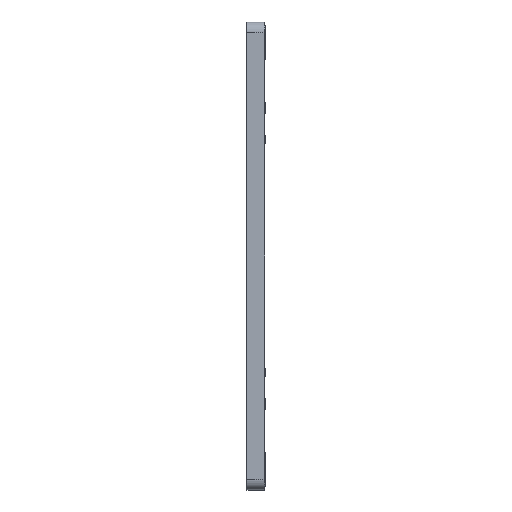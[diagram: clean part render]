
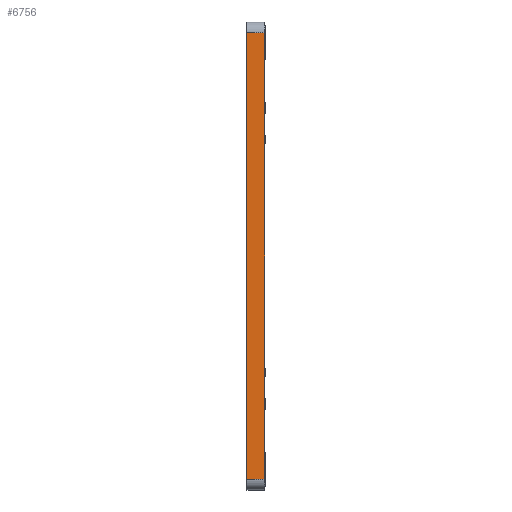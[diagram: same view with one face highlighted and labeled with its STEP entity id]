
A CAD part, left-side view. The second image highlights one B-rep face of the part: STEP entity #6756.
In plain terms, the highlighted planar face has unit normal (-1, 0, 0).
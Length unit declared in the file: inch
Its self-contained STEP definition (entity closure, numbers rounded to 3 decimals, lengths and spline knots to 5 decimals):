
#138 = EDGE_CURVE ( 'NONE', #2016, #2042, #4762, .T. ) ;
#149 = LINE ( 'NONE', #3764, #3692 ) ;
#215 = DIRECTION ( 'NONE',  ( 0., 1., 0. ) ) ;
#963 = CARTESIAN_POINT ( 'NONE',  ( -10.1125, 0., 6.2 ) ) ;
#1079 = DIRECTION ( 'NONE',  ( 0., 0., -1. ) ) ;
#1159 = CARTESIAN_POINT ( 'NONE',  ( -10.1125, 0., -6.2 ) ) ;
#1329 = VERTEX_POINT ( 'NONE', #1159 ) ;
#1632 = CARTESIAN_POINT ( 'NONE',  ( -10.1125, 0.5, -6.5 ) ) ;
#2016 = VERTEX_POINT ( 'NONE', #4239 ) ;
#2042 = VERTEX_POINT ( 'NONE', #4472 ) ;
#2067 = CARTESIAN_POINT ( 'NONE',  ( -10.1125, 0., -6.2 ) ) ;
#2299 = ORIENTED_EDGE ( 'NONE', *, *, #6247, .T. ) ;
#2335 = DIRECTION ( 'NONE',  ( 0., -1., 0. ) ) ;
#2808 = PLANE ( 'NONE',  #7315 ) ;
#2962 = EDGE_LOOP ( 'NONE', ( #7106, #2299, #3996, #3134 ) ) ;
#3134 = ORIENTED_EDGE ( 'NONE', *, *, #3314, .T. ) ;
#3314 = EDGE_CURVE ( 'NONE', #2042, #1329, #5039, .T. ) ;
#3692 = VECTOR ( 'NONE', #7684, 39.37008 ) ;
#3764 = CARTESIAN_POINT ( 'NONE',  ( -10.1125, 0., 6.5 ) ) ;
#3800 = CARTESIAN_POINT ( 'NONE',  ( -10.1125, 0., 6.2 ) ) ;
#3996 = ORIENTED_EDGE ( 'NONE', *, *, #138, .T. ) ;
#4239 = CARTESIAN_POINT ( 'NONE',  ( -10.1125, 0.5, 6.2 ) ) ;
#4370 = VECTOR ( 'NONE', #1079, 39.37008 ) ;
#4472 = CARTESIAN_POINT ( 'NONE',  ( -10.1125, 0.5, -6.2 ) ) ;
#4559 = VECTOR ( 'NONE', #215, 39.37008 ) ;
#4577 = DIRECTION ( 'NONE',  ( 1., 0., 0. ) ) ;
#4762 = LINE ( 'NONE', #1632, #4370 ) ;
#5039 = LINE ( 'NONE', #2067, #5305 ) ;
#5305 = VECTOR ( 'NONE', #2335, 39.37008 ) ;
#5638 = LINE ( 'NONE', #3800, #4559 ) ;
#5796 = FACE_OUTER_BOUND ( 'NONE', #2962, .T. ) ;
#6247 = EDGE_CURVE ( 'NONE', #6762, #2016, #5638, .T. ) ;
#6756 = ADVANCED_FACE ( 'NONE', ( #5796 ), #2808, .F. ) ;
#6762 = VERTEX_POINT ( 'NONE', #963 ) ;
#6994 = DIRECTION ( 'NONE',  ( 0., 0., -1. ) ) ;
#7106 = ORIENTED_EDGE ( 'NONE', *, *, #7118, .F. ) ;
#7118 = EDGE_CURVE ( 'NONE', #6762, #1329, #149, .T. ) ;
#7315 = AXIS2_PLACEMENT_3D ( 'NONE', #7593, #4577, #6994 ) ;
#7593 = CARTESIAN_POINT ( 'NONE',  ( -10.1125, 0., -6.5 ) ) ;
#7684 = DIRECTION ( 'NONE',  ( 0., 0., -1. ) ) ;
